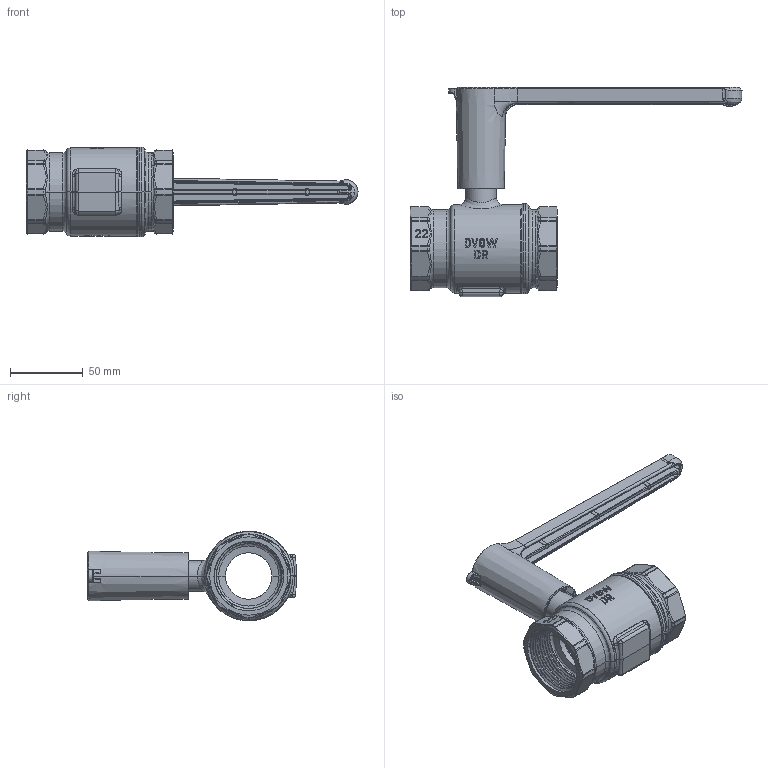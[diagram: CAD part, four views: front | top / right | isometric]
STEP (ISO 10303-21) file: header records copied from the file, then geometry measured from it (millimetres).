
FILE_DESCRIPTION((''),'2;1');
FILE_NAME('ASM0001_ASM','2020-02-19T14:27:59',('cylbar'),(''),'CREO PARAMETRIC BY PTC INC, 2019030','CREO PARAMETRIC BY PTC INC, 2019030','');
FILE_SCHEMA(('CONFIG_CONTROL_DESIGN'));
Length unit declared in the file: millimetre
Products named in the file (7): 0673-06-104; 0673-00-088; 0670-06-001-GEWINDE; 0670-06-031-GEWINDE; 0700-05-015-B; GEN-R0700-05-103; ASM0001_ASM
Assembly tree (7 placements, depth 2):
  ASM0001_ASM
    0673-06-104
    0673-00-088
    0670-06-001-GEWINDE
    0670-06-031-GEWINDE
    0700-05-015-B  x2
    GEN-R0700-05-103
Bounding box: 228.98 x 144.3 x 62 mm (x, y, z)
Volume: 175735.3 mm3; surface area: 109162.7 mm2
Topology: 7 solids, 11 shells, 2391 faces, 5518 edges, 3216 vertices
Faces by surface type: cylinder 638, bspline 571, plane 492, torus 319, sphere 209, cone 160, extrusion 2
Entity records: 108598 total; most frequent: CARTESIAN_POINT 58468, ORIENTED_EDGE 10924, DIRECTION 9954, EDGE_CURVE 5480, AXIS2_PLACEMENT_3D 4173, VERTEX_POINT 3194, EDGE_LOOP 2466, FACE_OUTER_BOUND 2373
